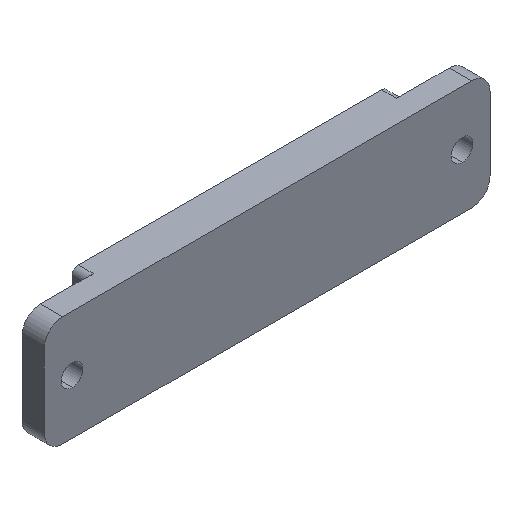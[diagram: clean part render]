
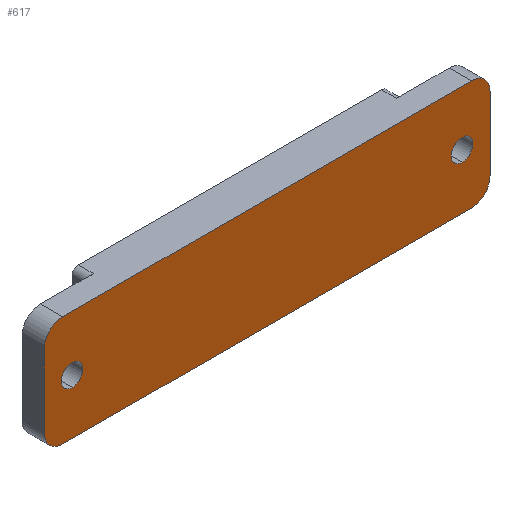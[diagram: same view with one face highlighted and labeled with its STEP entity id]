
A CAD part, isometric view. The second image highlights one B-rep face of the part: STEP entity #617.
In plain terms, the highlighted planar face has unit normal (0, -1, 0).
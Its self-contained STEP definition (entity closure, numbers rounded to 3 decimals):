
#6 = ORIENTED_EDGE ( 'NONE', *, *, #329, .F. ) ;
#10 = CARTESIAN_POINT ( 'NONE',  ( 33., 0., 8.9 ) ) ;
#35 = DIRECTION ( 'NONE',  ( 0., -1., 0. ) ) ;
#39 = AXIS2_PLACEMENT_3D ( 'NONE', #397, #35, #98 ) ;
#42 = VECTOR ( 'NONE', #761, 1000. ) ;
#47 = VERTEX_POINT ( 'NONE', #499 ) ;
#48 = ORIENTED_EDGE ( 'NONE', *, *, #597, .T. ) ;
#50 = CARTESIAN_POINT ( 'NONE',  ( -31.5, 0., -1.75 ) ) ;
#53 = CARTESIAN_POINT ( 'NONE',  ( -31.5, 0., 0. ) ) ;
#56 = CARTESIAN_POINT ( 'NONE',  ( -36., 0., -8.9 ) ) ;
#58 = VERTEX_POINT ( 'NONE', #138 ) ;
#62 = DIRECTION ( 'NONE',  ( 0., -1., 0. ) ) ;
#74 = AXIS2_PLACEMENT_3D ( 'NONE', #697, #753, #694 ) ;
#75 = ORIENTED_EDGE ( 'NONE', *, *, #555, .F. ) ;
#76 = VERTEX_POINT ( 'NONE', #333 ) ;
#77 = FACE_OUTER_BOUND ( 'NONE', #712, .T. ) ;
#81 = CARTESIAN_POINT ( 'NONE',  ( -31.5, 0., 0. ) ) ;
#94 = CARTESIAN_POINT ( 'NONE',  ( 33., 0., -5.9 ) ) ;
#98 = DIRECTION ( 'NONE',  ( 0., 0., 1. ) ) ;
#108 = DIRECTION ( 'NONE',  ( 0., 0., 1. ) ) ;
#138 = CARTESIAN_POINT ( 'NONE',  ( -33., 0., 8.9 ) ) ;
#143 = VERTEX_POINT ( 'NONE', #404 ) ;
#158 = EDGE_CURVE ( 'NONE', #581, #143, #685, .T. ) ;
#169 = ORIENTED_EDGE ( 'NONE', *, *, #197, .T. ) ;
#170 = CARTESIAN_POINT ( 'NONE',  ( -33., 0., 5.9 ) ) ;
#174 = CARTESIAN_POINT ( 'NONE',  ( -36., 0., 8.9 ) ) ;
#177 = LINE ( 'NONE', #174, #666 ) ;
#181 = EDGE_CURVE ( 'NONE', #233, #247, #488, .T. ) ;
#183 = AXIS2_PLACEMENT_3D ( 'NONE', #569, #215, #281 ) ;
#189 = ORIENTED_EDGE ( 'NONE', *, *, #363, .T. ) ;
#190 = VERTEX_POINT ( 'NONE', #276 ) ;
#196 = DIRECTION ( 'NONE',  ( 0., -1., 0. ) ) ;
#197 = EDGE_CURVE ( 'NONE', #261, #434, #432, .T. ) ;
#213 = DIRECTION ( 'NONE',  ( 0., 1., 0. ) ) ;
#215 = DIRECTION ( 'NONE',  ( 0., 1., 0. ) ) ;
#221 = CIRCLE ( 'NONE', #731, 1.75 ) ;
#228 = ORIENTED_EDGE ( 'NONE', *, *, #462, .F. ) ;
#230 = CARTESIAN_POINT ( 'NONE',  ( 33., 0., -8.9 ) ) ;
#232 = CARTESIAN_POINT ( 'NONE',  ( -36., 0., -5.9 ) ) ;
#233 = VERTEX_POINT ( 'NONE', #417 ) ;
#243 = CARTESIAN_POINT ( 'NONE',  ( 36., 0., -8.9 ) ) ;
#247 = VERTEX_POINT ( 'NONE', #682 ) ;
#261 = VERTEX_POINT ( 'NONE', #376 ) ;
#267 = DIRECTION ( 'NONE',  ( 0., 0., 1. ) ) ;
#276 = CARTESIAN_POINT ( 'NONE',  ( -31.5, 0., 1.75 ) ) ;
#281 = DIRECTION ( 'NONE',  ( 0., 0., 1. ) ) ;
#284 = CIRCLE ( 'NONE', #598, 1.75 ) ;
#288 = ORIENTED_EDGE ( 'NONE', *, *, #307, .F. ) ;
#299 = DIRECTION ( 'NONE',  ( 0., 1., 0. ) ) ;
#307 = EDGE_CURVE ( 'NONE', #261, #143, #609, .T. ) ;
#310 = FACE_BOUND ( 'NONE', #652, .T. ) ;
#315 = EDGE_CURVE ( 'NONE', #58, #47, #630, .T. ) ;
#321 = CIRCLE ( 'NONE', #636, 3. ) ;
#324 = ORIENTED_EDGE ( 'NONE', *, *, #749, .T. ) ;
#327 = DIRECTION ( 'NONE',  ( 0., 1., 0. ) ) ;
#329 = EDGE_CURVE ( 'NONE', #58, #434, #177, .T. ) ;
#333 = CARTESIAN_POINT ( 'NONE',  ( -33., 0., -8.9 ) ) ;
#346 = VERTEX_POINT ( 'NONE', #232 ) ;
#355 = AXIS2_PLACEMENT_3D ( 'NONE', #620, #213, #567 ) ;
#363 = EDGE_CURVE ( 'NONE', #190, #641, #221, .T. ) ;
#365 = EDGE_LOOP ( 'NONE', ( #324, #735 ) ) ;
#368 = CARTESIAN_POINT ( 'NONE',  ( -36., 0., -8.9 ) ) ;
#376 = CARTESIAN_POINT ( 'NONE',  ( 36., 0., 5.9 ) ) ;
#389 = CIRCLE ( 'NONE', #355, 1.75 ) ;
#397 = CARTESIAN_POINT ( 'NONE',  ( 33., 0., 5.9 ) ) ;
#404 = CARTESIAN_POINT ( 'NONE',  ( 36., 0., -5.9 ) ) ;
#409 = PLANE ( 'NONE',  #74 ) ;
#417 = CARTESIAN_POINT ( 'NONE',  ( 31.5, 0., -1.75 ) ) ;
#420 = DIRECTION ( 'NONE',  ( 0., 0., 1. ) ) ;
#432 = CIRCLE ( 'NONE', #39, 3. ) ;
#434 = VERTEX_POINT ( 'NONE', #10 ) ;
#462 = EDGE_CURVE ( 'NONE', #346, #47, #509, .T. ) ;
#470 = DIRECTION ( 'NONE',  ( -1., 0., 0. ) ) ;
#476 = VECTOR ( 'NONE', #470, 1000. ) ;
#488 = CIRCLE ( 'NONE', #183, 1.75 ) ;
#496 = DIRECTION ( 'NONE',  ( 0., 0., 1. ) ) ;
#499 = CARTESIAN_POINT ( 'NONE',  ( -36., 0., 5.9 ) ) ;
#508 = DIRECTION ( 'NONE',  ( 0., -1., 0. ) ) ;
#509 = LINE ( 'NONE', #368, #659 ) ;
#535 = DIRECTION ( 'NONE',  ( 1., 0., 0. ) ) ;
#545 = ORIENTED_EDGE ( 'NONE', *, *, #592, .T. ) ;
#555 = EDGE_CURVE ( 'NONE', #581, #76, #602, .T. ) ;
#567 = DIRECTION ( 'NONE',  ( 0., 0., 1. ) ) ;
#569 = CARTESIAN_POINT ( 'NONE',  ( 31.5, 0., 0. ) ) ;
#574 = ORIENTED_EDGE ( 'NONE', *, *, #315, .T. ) ;
#581 = VERTEX_POINT ( 'NONE', #230 ) ;
#592 = EDGE_CURVE ( 'NONE', #641, #190, #284, .T. ) ;
#597 = EDGE_CURVE ( 'NONE', #346, #76, #321, .T. ) ;
#598 = AXIS2_PLACEMENT_3D ( 'NONE', #81, #327, #496 ) ;
#602 = LINE ( 'NONE', #56, #476 ) ;
#609 = LINE ( 'NONE', #243, #42 ) ;
#617 = ADVANCED_FACE ( 'NONE', ( #310, #723, #77 ), #409, .F. ) ;
#618 = DIRECTION ( 'NONE',  ( 0., 0., 1. ) ) ;
#620 = CARTESIAN_POINT ( 'NONE',  ( 31.5, 0., 0. ) ) ;
#630 = CIRCLE ( 'NONE', #654, 3. ) ;
#636 = AXIS2_PLACEMENT_3D ( 'NONE', #721, #196, #267 ) ;
#641 = VERTEX_POINT ( 'NONE', #50 ) ;
#643 = DIRECTION ( 'NONE',  ( 0., 0., 1. ) ) ;
#646 = AXIS2_PLACEMENT_3D ( 'NONE', #94, #508, #618 ) ;
#652 = EDGE_LOOP ( 'NONE', ( #189, #545 ) ) ;
#654 = AXIS2_PLACEMENT_3D ( 'NONE', #170, #62, #420 ) ;
#659 = VECTOR ( 'NONE', #643, 1000. ) ;
#666 = VECTOR ( 'NONE', #535, 1000. ) ;
#682 = CARTESIAN_POINT ( 'NONE',  ( 31.5, 0., 1.75 ) ) ;
#685 = CIRCLE ( 'NONE', #646, 3. ) ;
#693 = ORIENTED_EDGE ( 'NONE', *, *, #158, .T. ) ;
#694 = DIRECTION ( 'NONE',  ( 0., 0., 1. ) ) ;
#697 = CARTESIAN_POINT ( 'NONE',  ( 0., 0., 0. ) ) ;
#712 = EDGE_LOOP ( 'NONE', ( #288, #169, #6, #574, #228, #48, #75, #693 ) ) ;
#721 = CARTESIAN_POINT ( 'NONE',  ( -33., 0., -5.9 ) ) ;
#723 = FACE_BOUND ( 'NONE', #365, .T. ) ;
#731 = AXIS2_PLACEMENT_3D ( 'NONE', #53, #299, #108 ) ;
#735 = ORIENTED_EDGE ( 'NONE', *, *, #181, .T. ) ;
#749 = EDGE_CURVE ( 'NONE', #247, #233, #389, .T. ) ;
#753 = DIRECTION ( 'NONE',  ( 0., 1., 0. ) ) ;
#761 = DIRECTION ( 'NONE',  ( 0., 0., -1. ) ) ;
